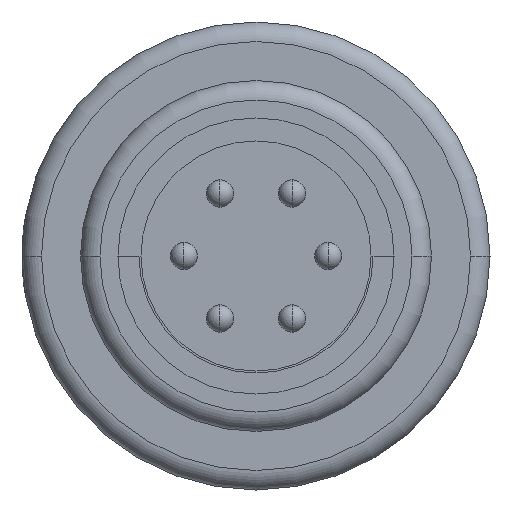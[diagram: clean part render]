
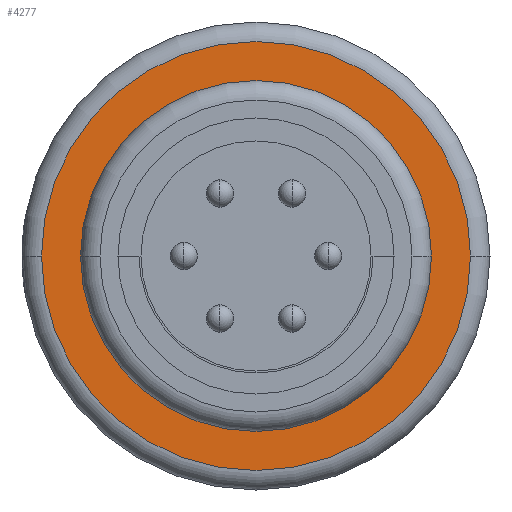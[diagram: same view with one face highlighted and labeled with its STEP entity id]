
A CAD part, left-side view. The second image highlights one B-rep face of the part: STEP entity #4277.
In plain terms, the highlighted planar face has unit normal (-1, 0, 0).
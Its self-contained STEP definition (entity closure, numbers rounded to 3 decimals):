
#981=CARTESIAN_POINT('',(-2.4,0.,0.));
#982=DIRECTION('',(-1.,0.,0.));
#983=DIRECTION('',(0.,-1.,0.));
#984=AXIS2_PLACEMENT_3D('',#981,#982,#983);
#989=CARTESIAN_POINT('',(-2.4,0.,0.));
#990=DIRECTION('',(-1.,0.,0.));
#991=DIRECTION('',(0.,1.,0.));
#992=AXIS2_PLACEMENT_3D('',#989,#990,#991);
#1005=CARTESIAN_POINT('',(-2.4,0.,0.));
#1006=DIRECTION('',(1.,0.,0.));
#1007=DIRECTION('',(0.,1.,0.));
#1008=AXIS2_PLACEMENT_3D('',#1005,#1006,#1007);
#1596=CARTESIAN_POINT('',(-2.4,0.,0.));
#1597=DIRECTION('',(-1.,0.,0.));
#1598=DIRECTION('',(0.,1.,0.));
#1599=AXIS2_PLACEMENT_3D('',#1596,#1597,#1598);
#2991=CARTESIAN_POINT('',(-2.4,4.5,0.));
#2992=CARTESIAN_POINT('',(-2.4,-4.5,0.));
#2993=VERTEX_POINT('',#2991);
#2994=VERTEX_POINT('',#2992);
#3023=CARTESIAN_POINT('',(-2.4,-5.5,0.));
#3024=CARTESIAN_POINT('',(-2.4,5.5,0.));
#3025=VERTEX_POINT('',#3023);
#3026=VERTEX_POINT('',#3024);
#4261=CARTESIAN_POINT('',(-2.4,0.,0.));
#4262=DIRECTION('',(1.,0.,0.));
#4263=DIRECTION('',(0.,-1.,0.));
#4264=AXIS2_PLACEMENT_3D('',#4261,#4262,#4263);
#4265=PLANE('',#4264);
#4267=ORIENTED_EDGE('',*,*,#4266,.F.);
#4268=ORIENTED_EDGE('',*,*,#4244,.F.);
#4269=EDGE_LOOP('',(#4267,#4268));
#4270=FACE_OUTER_BOUND('',#4269,.F.);
#4272=ORIENTED_EDGE('',*,*,#4271,.F.);
#4274=ORIENTED_EDGE('',*,*,#4273,.T.);
#4275=EDGE_LOOP('',(#4272,#4274));
#4276=FACE_BOUND('',#4275,.F.);
#985=CIRCLE('',#984,5.5);
#993=CIRCLE('',#992,5.5);
#1009=CIRCLE('',#1008,4.5);
#1600=CIRCLE('',#1599,4.5);
#4244=EDGE_CURVE('',#3026,#3025,#993,.T.);
#4266=EDGE_CURVE('',#3025,#3026,#985,.T.);
#4271=EDGE_CURVE('',#2993,#2994,#1009,.T.);
#4273=EDGE_CURVE('',#2993,#2994,#1600,.T.);
#4277=ADVANCED_FACE('',(#4270,#4276),#4265,.F.);
